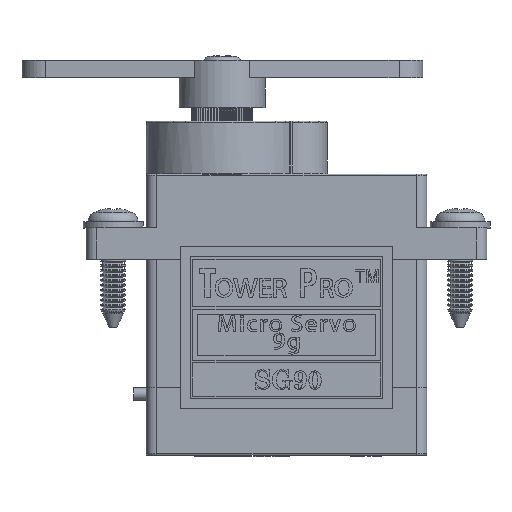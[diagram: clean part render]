
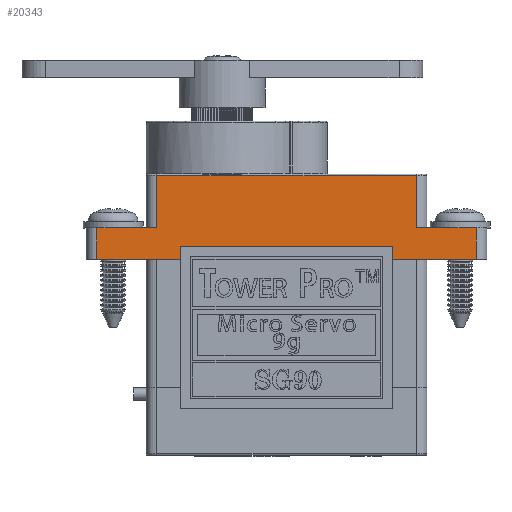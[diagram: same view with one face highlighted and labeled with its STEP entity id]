
A CAD part, top view. The second image highlights one B-rep face of the part: STEP entity #20343.
In plain terms, the highlighted planar face has unit normal (0, 0, 1).
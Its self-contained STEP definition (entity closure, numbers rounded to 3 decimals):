
#1376=PLANE('',#21488);
#2031=FACE_OUTER_BOUND('',#3095,.T.);
#3095=EDGE_LOOP('',(#16340,#16341,#16342,#16343,#16344,#16345,#16346,#16347,
#16348,#16349,#16350));
#4611=LINE('',#45134,#6431);
#4614=LINE('',#45148,#6434);
#4616=LINE('',#45153,#6436);
#4617=LINE('',#45155,#6437);
#4618=LINE('',#45156,#6438);
#4619=LINE('',#45158,#6439);
#4620=LINE('',#45160,#6440);
#4621=LINE('',#45162,#6441);
#4622=LINE('',#45164,#6442);
#4623=LINE('',#45166,#6443);
#4624=LINE('',#45167,#6444);
#6431=VECTOR('',#24459,4.8);
#6434=VECTOR('',#24472,2.5);
#6436=VECTOR('',#24476,10.);
#6437=VECTOR('',#24477,3.688);
#6438=VECTOR('',#24478,4.2);
#6439=VECTOR('',#24479,30.4);
#6440=VECTOR('',#24480,2.5);
#6441=VECTOR('',#24481,4.8);
#6442=VECTOR('',#24482,4.2);
#6443=VECTOR('',#24483,13.988);
#6444=VECTOR('',#24484,10.);
#9283=VERTEX_POINT('',#45131);
#9284=VERTEX_POINT('',#45133);
#9290=VERTEX_POINT('',#45146);
#9291=VERTEX_POINT('',#45151);
#9292=VERTEX_POINT('',#45152);
#9293=VERTEX_POINT('',#45154);
#9294=VERTEX_POINT('',#45157);
#9295=VERTEX_POINT('',#45159);
#9296=VERTEX_POINT('',#45161);
#9297=VERTEX_POINT('',#45163);
#9298=VERTEX_POINT('',#45165);
#11813=EDGE_CURVE('',#9283,#9284,#4611,.T.);
#11820=EDGE_CURVE('',#9283,#9290,#4614,.T.);
#11822=EDGE_CURVE('',#9291,#9292,#4616,.T.);
#11823=EDGE_CURVE('',#9291,#9293,#4617,.T.);
#11824=EDGE_CURVE('',#9293,#9284,#4618,.T.);
#11825=EDGE_CURVE('',#9290,#9294,#4619,.T.);
#11826=EDGE_CURVE('',#9295,#9294,#4620,.T.);
#11827=EDGE_CURVE('',#9296,#9295,#4621,.T.);
#11828=EDGE_CURVE('',#9297,#9296,#4622,.T.);
#11829=EDGE_CURVE('',#9297,#9298,#4623,.T.);
#11830=EDGE_CURVE('',#9292,#9298,#4624,.T.);
#16340=ORIENTED_EDGE('',*,*,#11822,.F.);
#16341=ORIENTED_EDGE('',*,*,#11823,.T.);
#16342=ORIENTED_EDGE('',*,*,#11824,.T.);
#16343=ORIENTED_EDGE('',*,*,#11813,.F.);
#16344=ORIENTED_EDGE('',*,*,#11820,.T.);
#16345=ORIENTED_EDGE('',*,*,#11825,.T.);
#16346=ORIENTED_EDGE('',*,*,#11826,.F.);
#16347=ORIENTED_EDGE('',*,*,#11827,.F.);
#16348=ORIENTED_EDGE('',*,*,#11828,.F.);
#16349=ORIENTED_EDGE('',*,*,#11829,.T.);
#16350=ORIENTED_EDGE('',*,*,#11830,.F.);
#20343=ADVANCED_FACE('',(#2031),#1376,.F.);
#21488=AXIS2_PLACEMENT_3D('',#45150,#24474,#24475);
#24459=DIRECTION('',(1.,0.,0.));
#24472=DIRECTION('',(0.,-1.,0.));
#24474=DIRECTION('center_axis',(0.,0.,-1.));
#24475=DIRECTION('ref_axis',(-1.,0.,0.));
#24476=DIRECTION('',(1.,0.,0.));
#24477=DIRECTION('',(-1.,0.,0.));
#24478=DIRECTION('',(0.,-1.,0.));
#24479=DIRECTION('',(1.,0.,0.));
#24480=DIRECTION('',(0.,-1.,0.));
#24481=DIRECTION('',(1.,0.,0.));
#24482=DIRECTION('',(0.,-1.,0.));
#24483=DIRECTION('',(-1.,0.,0.));
#24484=DIRECTION('',(1.,0.,0.));
#45131=CARTESIAN_POINT('',(-15.2,7.65,6.1));
#45133=CARTESIAN_POINT('',(-10.4,7.65,6.1));
#45134=CARTESIAN_POINT('',(-15.2,7.65,6.1));
#45146=CARTESIAN_POINT('',(-15.2,5.15,6.1));
#45148=CARTESIAN_POINT('',(-15.2,7.65,6.1));
#45150=CARTESIAN_POINT('Origin',(-15.2,7.65,6.1));
#45151=CARTESIAN_POINT('',(-6.712,11.85,6.1));
#45152=CARTESIAN_POINT('',(-5.15,11.85,6.1));
#45153=CARTESIAN_POINT('',(-6.712,11.85,6.1));
#45154=CARTESIAN_POINT('',(-10.4,11.85,6.1));
#45155=CARTESIAN_POINT('',(-6.712,11.85,6.1));
#45156=CARTESIAN_POINT('',(-10.4,11.85,6.1));
#45157=CARTESIAN_POINT('',(15.2,5.15,6.1));
#45158=CARTESIAN_POINT('',(-15.2,5.15,6.1));
#45159=CARTESIAN_POINT('',(15.2,7.65,6.1));
#45160=CARTESIAN_POINT('',(15.2,7.65,6.1));
#45161=CARTESIAN_POINT('',(10.4,7.65,6.1));
#45162=CARTESIAN_POINT('',(10.4,7.65,6.1));
#45163=CARTESIAN_POINT('',(10.4,11.85,6.1));
#45164=CARTESIAN_POINT('',(10.4,11.85,6.1));
#45165=CARTESIAN_POINT('',(-3.588,11.85,6.1));
#45166=CARTESIAN_POINT('',(10.4,11.85,6.1));
#45167=CARTESIAN_POINT('',(-5.15,11.85,6.1));
